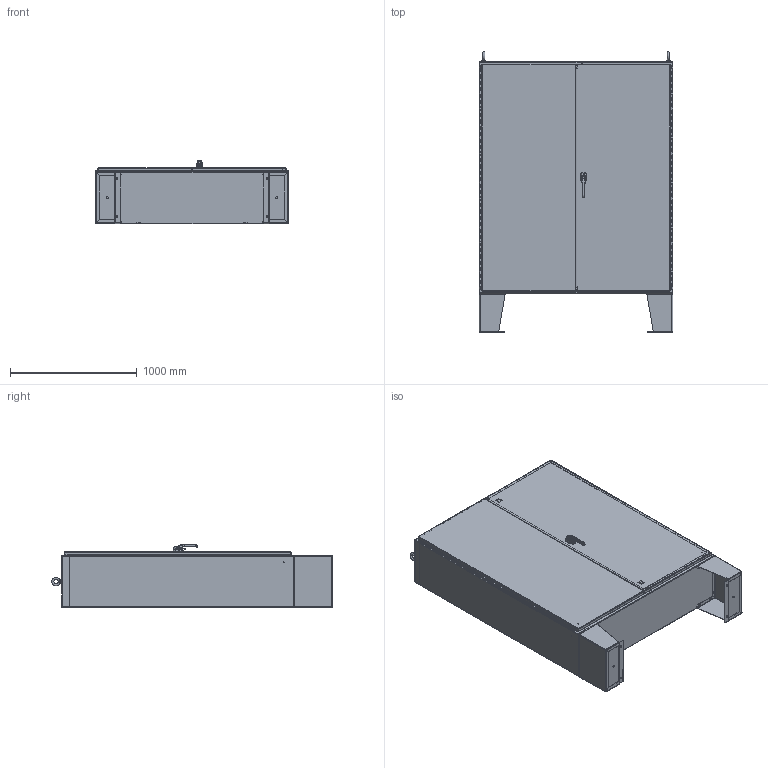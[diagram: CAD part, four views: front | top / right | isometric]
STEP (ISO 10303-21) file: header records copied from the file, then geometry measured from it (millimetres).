
FILE_DESCRIPTION(/* description */ (''),/* implementation_level */ '2;1');
FILE_NAME(/* name */ 'N12726016.stp',/* time_stamp */ '2016-05-30T19:05:29+06:00',/* author */ ('schinnathambi'),/* organization */ (''),/* preprocessor_version */ 'ST-DEVELOPER v16.1',/* originating_system */ 'Autodesk Inventor 2016',/* authorisation */ '');
FILE_SCHEMA (('AUTOMOTIVE_DESIGN { 1 0 10303 214 3 1 1 }'));
Products named in the file (47): HFW3878; 38846; 349132; 30627; 316298; HFW3025; 38625; 38627; N126016BTM; N126016TOP; N12726016BLR; N127260FIP; HFW3121; HFW31233; HFW369101; N1272STRIPGSKT; HFW3524; N1272DPK; N127260LDR; N127260SDR; 3889; HSSN1300W68T; HSSN1300W68L; HSSN1300W68P; HSSN1300W68; HSSN1300W68_1; FK1216LG; FK16B; FK1216; 1091-903_AF0_1; 1091-903_AF0_2; 1091-903_AF0; PLASTIC-ROLLER-CAM_AF1; 7379-M6-8X25_AF0; LOCK-NUT_AF0; PLASTIC-ROLLER-CAM_AF0_ASM; SUPPORT-ROLL_AF0; 1091-BR11_AF0; HFW31712; 37027 ...
Assembly tree (79 placements, depth 5):
  N12726016
    HFW3878  x2
    38846  x4
    349132  x2
    30627  x2
    316298  x2
    HFW3025  x2
    38625  x2
    38627
    N126016BTM
    N126016TOP
    N12726016BLR
    N127260FIP
    HFW3121  x2
    HFW31233  x2
    HFW369101  x4
    N1272STRIPGSKT
    HFW3524  x2
    N1272DPK
    N127260LDR
    N127260SDR
    3889  x8
    HSSN1300W68
      HSSN1300W68T
      HSSN1300W68L
      HSSN1300W68P
    HSSN1300W68_1
      HSSN1300W68T
      HSSN1300W68L
      HSSN1300W68P
    FK1216  x2
      FK1216LG
      FK16B
    LARGE_DOOR_ROD_ASSM-37027
      HFW31712
        1091-903_AF0
          1091-903_AF0_1
          1091-903_AF0_2
        PLASTIC-ROLLER-CAM_AF0_ASM
          PLASTIC-ROLLER-CAM_AF1
          7379-M6-8X25_AF0
          LOCK-NUT_AF0
        SUPPORT-ROLL_AF0
        1091-BR11_AF0
      37027  x2
      3021WIE  x2
      HFW3762  x4
      31215  x2
      3862  x2
    HFW32450
Bounding box: 1527.17 x 2215.98 x 497.92 mm (x, y, z)
Volume: 28140439.1 mm3; surface area: 20987184.8 mm2
Topology: 72 solids, 1553 shells, 3977 faces, 13220 edges, 10866 vertices
Faces by surface type: plane 1888, cylinder 1341, torus 266, bspline 246, cone 145, sphere 91
Full cylindrical faces by diameter (mm): 3.9 x1, 4.2 x2, 4.5 x2, 4.762 x2, 5 x3, 5.08 x4, 5.69 x4, 6 x1, 6.128 x2, 6.172 x2, 6.337 x6, 6.35 x12, 6.41 x2, 7.023 x16, 7.112 x3, 7.144 x2, 7.938 x2, 8 x1, 8.2 x1, 8.382 x16, 8.56 x4, 9.525 x16, 10.16 x4, 12.7 x2, 13 x1, 13.2 x1, 14.287 x20, 15 x1, 15.875 x8, 16.307 x2
Entity records: 166213 total; most frequent: CARTESIAN_POINT 72520, DIRECTION 17647, ORIENTED_EDGE 13659, EDGE_CURVE 10193, VERTEX_POINT 9005, AXIS2_PLACEMENT_3D 6238, LINE 5171, VECTOR 5171
